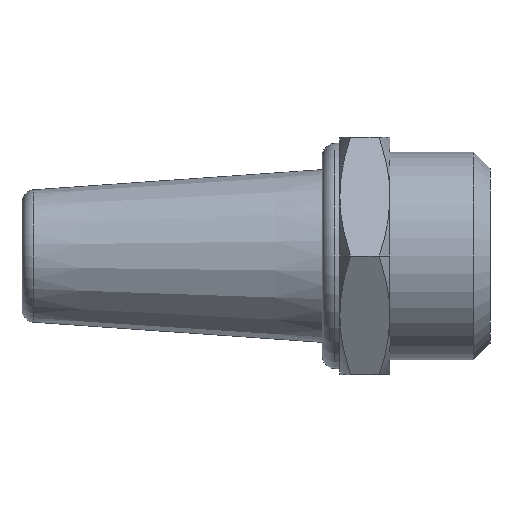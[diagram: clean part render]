
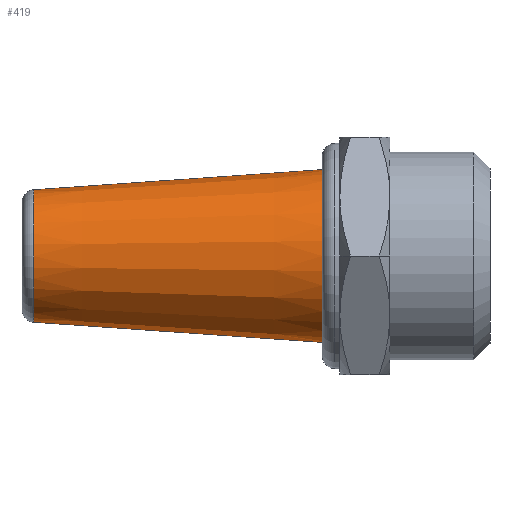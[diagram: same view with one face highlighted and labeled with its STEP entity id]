
A CAD part, front view. The second image highlights one B-rep face of the part: STEP entity #419.
In plain terms, the highlighted conical face has half-angle 4 degrees and reference radius 7 mm.
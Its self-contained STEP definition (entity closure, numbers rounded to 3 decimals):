
#15 = EDGE_CURVE ( 'NONE', #558, #188, #66, .T. ) ;
#22 = DIRECTION ( 'NONE',  ( 1., 0., 0. ) ) ;
#34 = DIRECTION ( 'NONE',  ( 0., 0., -1. ) ) ;
#66 = CIRCLE ( 'NONE', #1038, 6.902 ) ;
#68 = CONICAL_SURFACE ( 'NONE', #795, 7., 0.07 ) ;
#95 = DIRECTION ( 'NONE',  ( 1., 0., 0. ) ) ;
#143 = CARTESIAN_POINT ( 'NONE',  ( 0., 0., 7. ) ) ;
#155 = CARTESIAN_POINT ( 'NONE',  ( -24.47, 0., -5.289 ) ) ;
#181 = CARTESIAN_POINT ( 'NONE',  ( 0., 0., -7. ) ) ;
#188 = VERTEX_POINT ( 'NONE', #388 ) ;
#308 = CARTESIAN_POINT ( 'NONE',  ( -1.4, 0., -6.902 ) ) ;
#363 = DIRECTION ( 'NONE',  ( 0.998, 0., 0.07 ) ) ;
#388 = CARTESIAN_POINT ( 'NONE',  ( -1.4, 0., 6.902 ) ) ;
#403 = CARTESIAN_POINT ( 'NONE',  ( -24.47, 0., 5.289 ) ) ;
#419 = ADVANCED_FACE ( 'NONE', ( #592 ), #68, .T. ) ;
#427 = EDGE_CURVE ( 'NONE', #949, #558, #1073, .T. ) ;
#463 = VECTOR ( 'NONE', #965, 1000. ) ;
#474 = CARTESIAN_POINT ( 'NONE',  ( 0., 0., 0. ) ) ;
#483 = AXIS2_PLACEMENT_3D ( 'NONE', #1255, #22, #34 ) ;
#489 = EDGE_CURVE ( 'NONE', #860, #949, #1097, .T. ) ;
#538 = DIRECTION ( 'NONE',  ( -1., 0., 0. ) ) ;
#558 = VERTEX_POINT ( 'NONE', #308 ) ;
#592 = FACE_OUTER_BOUND ( 'NONE', #1028, .T. ) ;
#669 = EDGE_CURVE ( 'NONE', #860, #188, #1051, .T. ) ;
#767 = CARTESIAN_POINT ( 'NONE',  ( -1.4, 0., 0. ) ) ;
#788 = DIRECTION ( 'NONE',  ( 0., 0., 1. ) ) ;
#795 = AXIS2_PLACEMENT_3D ( 'NONE', #474, #95, #788 ) ;
#807 = ORIENTED_EDGE ( 'NONE', *, *, #15, .T. ) ;
#860 = VERTEX_POINT ( 'NONE', #403 ) ;
#927 = ORIENTED_EDGE ( 'NONE', *, *, #489, .T. ) ;
#949 = VERTEX_POINT ( 'NONE', #155 ) ;
#965 = DIRECTION ( 'NONE',  ( 0.998, 0., -0.07 ) ) ;
#1028 = EDGE_LOOP ( 'NONE', ( #927, #1252, #807, #1165 ) ) ;
#1038 = AXIS2_PLACEMENT_3D ( 'NONE', #767, #538, #1149 ) ;
#1051 = LINE ( 'NONE', #143, #1237 ) ;
#1073 = LINE ( 'NONE', #181, #463 ) ;
#1097 = CIRCLE ( 'NONE', #483, 5.289 ) ;
#1149 = DIRECTION ( 'NONE',  ( 0., 0., 1. ) ) ;
#1165 = ORIENTED_EDGE ( 'NONE', *, *, #669, .F. ) ;
#1237 = VECTOR ( 'NONE', #363, 1000. ) ;
#1252 = ORIENTED_EDGE ( 'NONE', *, *, #427, .T. ) ;
#1255 = CARTESIAN_POINT ( 'NONE',  ( -24.47, 0., 0. ) ) ;
